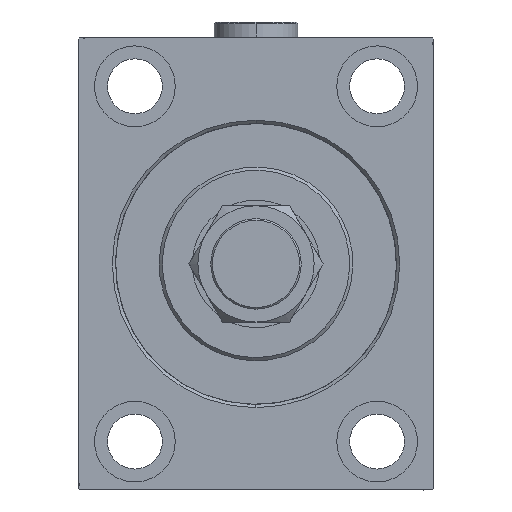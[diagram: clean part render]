
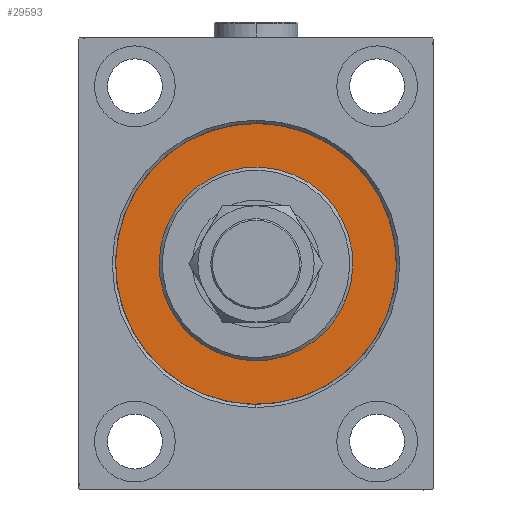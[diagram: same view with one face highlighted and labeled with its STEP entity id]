
A CAD part, left-side view. The second image highlights one B-rep face of the part: STEP entity #29593.
In plain terms, the highlighted face is planar.
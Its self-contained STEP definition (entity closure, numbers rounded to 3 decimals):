
#1403 = CARTESIAN_POINT ( 'NONE',  ( 0., 0., -30. ) ) ;
#2437 = EDGE_LOOP ( 'NONE', ( #36695, #6195 ) ) ;
#2448 = ORIENTED_EDGE ( 'NONE', *, *, #37148, .F. ) ;
#2599 = CARTESIAN_POINT ( 'NONE',  ( 0., 0., 43.5 ) ) ;
#4845 = VERTEX_POINT ( 'NONE', #11791 ) ;
#5336 = PLANE ( 'NONE',  #20234 ) ;
#6195 = ORIENTED_EDGE ( 'NONE', *, *, #40352, .F. ) ;
#6274 = FACE_OUTER_BOUND ( 'NONE', #2437, .T. ) ;
#6905 = CIRCLE ( 'NONE', #38784, 30. ) ;
#11653 = VERTEX_POINT ( 'NONE', #20020 ) ;
#11791 = CARTESIAN_POINT ( 'NONE',  ( 0., 0., -43.5 ) ) ;
#12099 = EDGE_CURVE ( 'NONE', #11653, #28195, #6905, .T. ) ;
#12197 = AXIS2_PLACEMENT_3D ( 'NONE', #44329, #32947, #29372 ) ;
#13179 = DIRECTION ( 'NONE',  ( 0., 0., 1. ) ) ;
#13187 = ORIENTED_EDGE ( 'NONE', *, *, #12099, .F. ) ;
#15931 = CARTESIAN_POINT ( 'NONE',  ( 0., 0., 0. ) ) ;
#18060 = EDGE_CURVE ( 'NONE', #4845, #31067, #28334, .T. ) ;
#19850 = CARTESIAN_POINT ( 'NONE',  ( 0., 0., 0. ) ) ;
#20020 = CARTESIAN_POINT ( 'NONE',  ( 0., 0., 30. ) ) ;
#20085 = DIRECTION ( 'NONE',  ( -1., 0., 0. ) ) ;
#20196 = DIRECTION ( 'NONE',  ( 0., 0., -1. ) ) ;
#20202 = EDGE_LOOP ( 'NONE', ( #13187, #2448 ) ) ;
#20234 = AXIS2_PLACEMENT_3D ( 'NONE', #19850, #20085, #13179 ) ;
#28195 = VERTEX_POINT ( 'NONE', #1403 ) ;
#28334 = CIRCLE ( 'NONE', #42004, 43.5 ) ;
#29372 = DIRECTION ( 'NONE',  ( 0., 0., 1. ) ) ;
#29593 = ADVANCED_FACE ( 'NONE', ( #34594, #6274 ), #5336, .F. ) ;
#31067 = VERTEX_POINT ( 'NONE', #2599 ) ;
#31154 = DIRECTION ( 'NONE',  ( 1., 0., 0. ) ) ;
#31457 = CARTESIAN_POINT ( 'NONE',  ( 0., 0., 0. ) ) ;
#32947 = DIRECTION ( 'NONE',  ( -1., 0., 0. ) ) ;
#34594 = FACE_BOUND ( 'NONE', #20202, .T. ) ;
#34949 = CARTESIAN_POINT ( 'NONE',  ( 0., 0., 0. ) ) ;
#35022 = DIRECTION ( 'NONE',  ( -1., 0., 0. ) ) ;
#36695 = ORIENTED_EDGE ( 'NONE', *, *, #18060, .F. ) ;
#37138 = AXIS2_PLACEMENT_3D ( 'NONE', #15931, #31154, #44945 ) ;
#37148 = EDGE_CURVE ( 'NONE', #28195, #11653, #37887, .T. ) ;
#37887 = CIRCLE ( 'NONE', #37138, 30. ) ;
#38784 = AXIS2_PLACEMENT_3D ( 'NONE', #34949, #46351, #20196 ) ;
#38824 = DIRECTION ( 'NONE',  ( 0., 0., 1. ) ) ;
#40312 = CIRCLE ( 'NONE', #12197, 43.5 ) ;
#40352 = EDGE_CURVE ( 'NONE', #31067, #4845, #40312, .T. ) ;
#42004 = AXIS2_PLACEMENT_3D ( 'NONE', #31457, #35022, #38824 ) ;
#44329 = CARTESIAN_POINT ( 'NONE',  ( 0., 0., 0. ) ) ;
#44945 = DIRECTION ( 'NONE',  ( 0., 0., -1. ) ) ;
#46351 = DIRECTION ( 'NONE',  ( 1., 0., 0. ) ) ;
